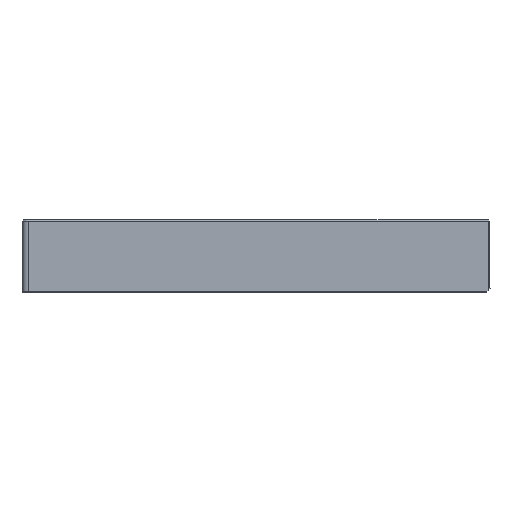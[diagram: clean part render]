
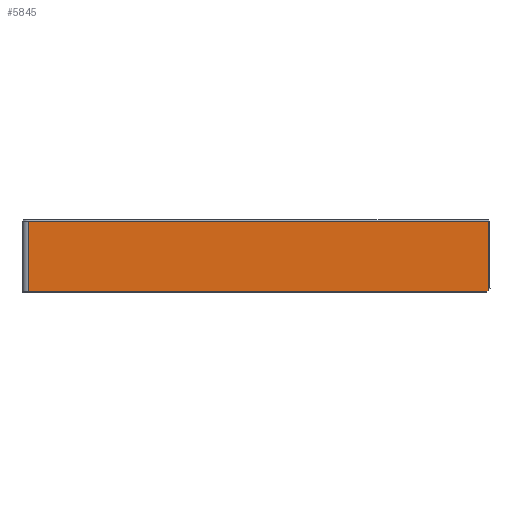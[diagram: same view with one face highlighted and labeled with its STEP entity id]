
A CAD part, top view. The second image highlights one B-rep face of the part: STEP entity #5845.
In plain terms, the highlighted planar face has unit normal (0, 0, 1).
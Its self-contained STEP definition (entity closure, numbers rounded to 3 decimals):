
#344=PLANE('',#6420);
#664=FACE_OUTER_BOUND('',#1009,.T.);
#1009=EDGE_LOOP('',(#5366,#5367,#5368,#5369,#5370));
#1153=LINE('',#8814,#1717);
#1185=LINE('',#8991,#1749);
#1436=LINE('',#9790,#2000);
#1496=LINE('',#10028,#2060);
#1575=LINE('',#10237,#2139);
#1717=VECTOR('',#6864,10.);
#1749=VECTOR('',#6972,10.);
#2000=VECTOR('',#7659,10.);
#2060=VECTOR('',#7863,10.);
#2139=VECTOR('',#8104,10.);
#2527=VERTEX_POINT('',#8811);
#2528=VERTEX_POINT('',#8813);
#2563=VERTEX_POINT('',#8989);
#2763=VERTEX_POINT('',#9789);
#2825=VERTEX_POINT('',#10024);
#3114=EDGE_CURVE('',#2527,#2528,#1153,.T.);
#3171=EDGE_CURVE('',#2527,#2563,#1185,.T.);
#3517=EDGE_CURVE('',#2528,#2763,#1436,.T.);
#3616=EDGE_CURVE('',#2825,#2763,#1496,.T.);
#3726=EDGE_CURVE('',#2563,#2825,#1575,.T.);
#5366=ORIENTED_EDGE('',*,*,#3726,.T.);
#5367=ORIENTED_EDGE('',*,*,#3616,.T.);
#5368=ORIENTED_EDGE('',*,*,#3517,.F.);
#5369=ORIENTED_EDGE('',*,*,#3114,.F.);
#5370=ORIENTED_EDGE('',*,*,#3171,.T.);
#5845=ADVANCED_FACE('',(#664),#344,.F.);
#6420=AXIS2_PLACEMENT_3D('',#10238,#8105,#8106);
#6864=DIRECTION('',(-0.707,-0.707,0.));
#6972=DIRECTION('',(0.,1.,0.));
#7659=DIRECTION('',(-1.,0.,0.));
#7863=DIRECTION('',(0.,-1.,0.));
#8104=DIRECTION('',(-1.,0.,0.));
#8105=DIRECTION('center_axis',(0.,0.,
-1.));
#8106=DIRECTION('ref_axis',(-1.,0.,0.));
#8811=CARTESIAN_POINT('',(59.6,-9.4,-521.));
#8813=CARTESIAN_POINT('',(59.,-10.,-521.));
#8814=CARTESIAN_POINT('',(36.3,-32.7,-521.));
#8989=CARTESIAN_POINT('',(59.6,12.,-521.));
#8991=CARTESIAN_POINT('',(59.6,0.,-521.));
#9789=CARTESIAN_POINT('',(-83.5,-10.,-521.));
#9790=CARTESIAN_POINT('',(-14.4,-10.,-521.));
#10024=CARTESIAN_POINT('',(-83.5,12.,-521.));
#10028=CARTESIAN_POINT('',(-83.5,-10.,-521.));
#10237=CARTESIAN_POINT('',(-10.775,12.,-521.));
#10238=CARTESIAN_POINT('Origin',(-8.8,-10.,-521.));
